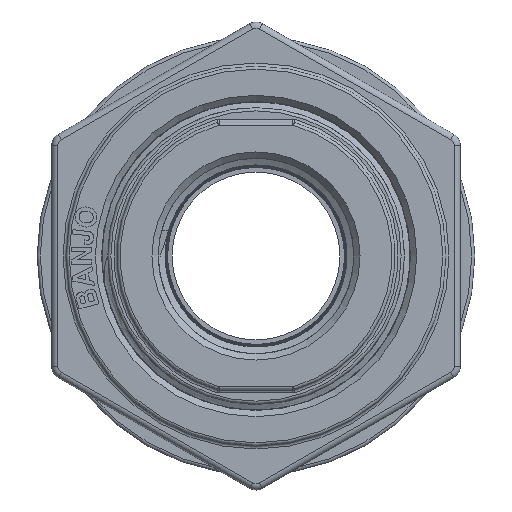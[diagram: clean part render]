
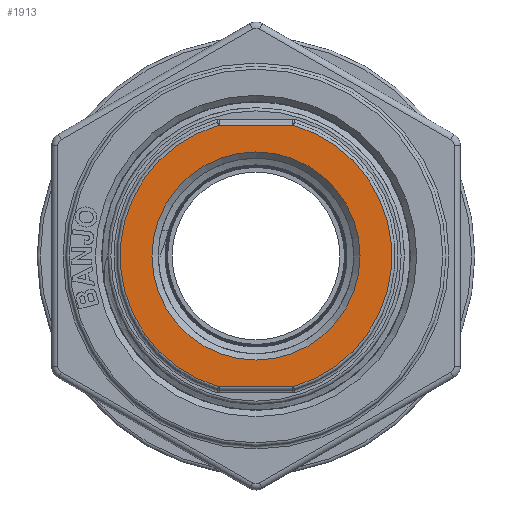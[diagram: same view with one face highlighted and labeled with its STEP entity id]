
A CAD part, left-side view. The second image highlights one B-rep face of the part: STEP entity #1913.
In plain terms, the highlighted planar face has unit normal (-1, 0, 0).
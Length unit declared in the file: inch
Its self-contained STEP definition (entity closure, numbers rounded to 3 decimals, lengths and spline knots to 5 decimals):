
#1516=CARTESIAN_POINT('',(-2.62,0.36394,1.26884));
#1517=VERTEX_POINT('',#1516);
#1525=CARTESIAN_POINT('',(-2.62,0.35567,1.27));
#1526=VERTEX_POINT('',#1525);
#1527=CARTESIAN_POINT('',(-2.62,0.35567,1.24));
#1528=DIRECTION('',(1.0,0.0,0.0));
#1529=DIRECTION('',(0.0,0.139,0.99));
#1530=AXIS2_PLACEMENT_3D('',#1527,#1528,#1529);
#1531=CIRCLE('',#1530,0.03);
#1532=EDGE_CURVE('',#1517,#1526,#1531,.T.);
#1550=CARTESIAN_POINT('',(-2.62,-0.35567,1.27));
#1551=VERTEX_POINT('',#1550);
#1561=CARTESIAN_POINT('',(-2.62,0.35567,1.27));
#1562=DIRECTION('',(0.0,-1.0,0.0));
#1563=VECTOR('',#1562,0.71134);
#1564=LINE('',#1561,#1563);
#1565=EDGE_CURVE('',#1526,#1551,#1564,.T.);
#1605=CARTESIAN_POINT('',(-2.62,-0.36394,1.26884));
#1606=VERTEX_POINT('',#1605);
#1616=CARTESIAN_POINT('',(-2.62,-0.35567,1.24));
#1617=DIRECTION('',(1.0,0.0,0.0));
#1618=DIRECTION('',(0.0,-0.139,0.99));
#1619=AXIS2_PLACEMENT_3D('',#1616,#1617,#1618);
#1620=CIRCLE('',#1619,0.03);
#1621=EDGE_CURVE('',#1551,#1606,#1620,.T.);
#1631=CARTESIAN_POINT('',(-2.62,-0.36394,-1.26884));
#1632=VERTEX_POINT('',#1631);
#1642=CARTESIAN_POINT('',(-2.62,0.0,0.0));
#1643=DIRECTION('',(1.0,0.0,0.0));
#1644=DIRECTION('',(0.0,-1.0,0.0));
#1645=AXIS2_PLACEMENT_3D('',#1642,#1643,#1644);
#1646=CIRCLE('',#1645,1.32);
#1647=EDGE_CURVE('',#1606,#1632,#1646,.T.);
#1687=CARTESIAN_POINT('',(-2.62,-0.35567,-1.27));
#1688=VERTEX_POINT('',#1687);
#1706=CARTESIAN_POINT('',(-2.62,-0.35567,-1.24));
#1707=DIRECTION('',(1.0,0.0,0.0));
#1708=DIRECTION('',(0.0,-0.139,-0.99));
#1709=AXIS2_PLACEMENT_3D('',#1706,#1707,#1708);
#1710=CIRCLE('',#1709,0.03);
#1711=EDGE_CURVE('',#1632,#1688,#1710,.T.);
#1721=CARTESIAN_POINT('',(-2.62,0.35567,-1.27));
#1722=VERTEX_POINT('',#1721);
#1739=CARTESIAN_POINT('',(-2.62,-0.35567,-1.27));
#1740=DIRECTION('',(0.0,1.0,0.0));
#1741=VECTOR('',#1740,0.71134);
#1742=LINE('',#1739,#1741);
#1743=EDGE_CURVE('',#1688,#1722,#1742,.T.);
#1783=CARTESIAN_POINT('',(-2.62,0.36394,-1.26884));
#1784=VERTEX_POINT('',#1783);
#1802=CARTESIAN_POINT('',(-2.62,0.35567,-1.24));
#1803=DIRECTION('',(1.0,0.0,0.0));
#1804=DIRECTION('',(0.0,0.139,-0.99));
#1805=AXIS2_PLACEMENT_3D('',#1802,#1803,#1804);
#1806=CIRCLE('',#1805,0.03);
#1807=EDGE_CURVE('',#1722,#1784,#1806,.T.);
#1826=CARTESIAN_POINT('',(-2.62,0.0,0.0));
#1827=DIRECTION('',(1.0,0.0,0.0));
#1828=DIRECTION('',(0.0,1.0,0.0));
#1829=AXIS2_PLACEMENT_3D('',#1826,#1827,#1828);
#1830=CIRCLE('',#1829,1.32);
#1831=EDGE_CURVE('',#1784,#1517,#1830,.T.);
#1887=CARTESIAN_POINT('',(-2.62,1.18,0.0));
#1888=DIRECTION('',(-1.0,0.0,0.0));
#1889=DIRECTION('',(0.0,0.0,1.0));
#1890=AXIS2_PLACEMENT_3D('',#1887,#1888,#1889);
#1891=PLANE('',#1890);
#1892=ORIENTED_EDGE('',*,*,#1532,.F.);
#1893=ORIENTED_EDGE('',*,*,#1831,.F.);
#1894=ORIENTED_EDGE('',*,*,#1807,.F.);
#1895=ORIENTED_EDGE('',*,*,#1743,.F.);
#1896=ORIENTED_EDGE('',*,*,#1711,.F.);
#1897=ORIENTED_EDGE('',*,*,#1647,.F.);
#1898=ORIENTED_EDGE('',*,*,#1621,.F.);
#1899=ORIENTED_EDGE('',*,*,#1565,.F.);
#1900=EDGE_LOOP('',(#1892,#1893,#1894,#1895,#1896,#1897,#1898,#1899));
#1901=FACE_OUTER_BOUND('',#1900,.T.);
#1902=CARTESIAN_POINT('',(-2.62,1.01,0.0));
#1903=VERTEX_POINT('',#1902);
#1904=CARTESIAN_POINT('',(-2.62,0.0,0.0));
#1905=DIRECTION('',(1.0,0.0,0.0));
#1906=DIRECTION('',(0.0,1.0,0.0));
#1907=AXIS2_PLACEMENT_3D('',#1904,#1905,#1906);
#1908=CIRCLE('',#1907,1.01);
#1909=EDGE_CURVE('',#1903,#1903,#1908,.T.);
#1910=ORIENTED_EDGE('',*,*,#1909,.T.);
#1911=EDGE_LOOP('',(#1910));
#1912=FACE_BOUND('',#1911,.T.);
#1913=ADVANCED_FACE('',(#1901,#1912),#1891,.T.);
